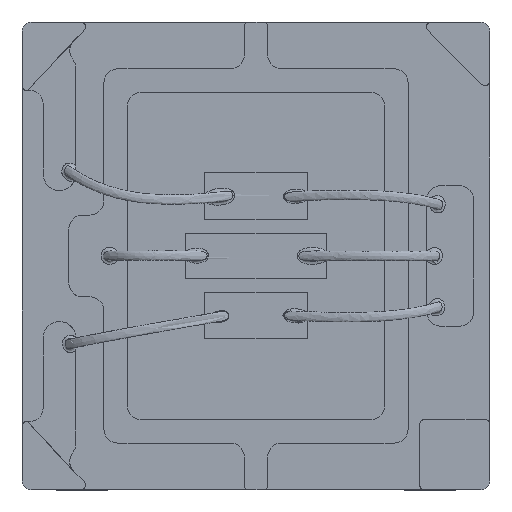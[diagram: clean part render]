
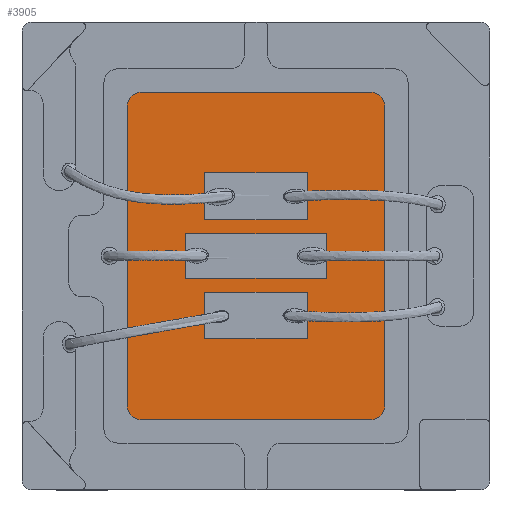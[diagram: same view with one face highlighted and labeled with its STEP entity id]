
A CAD part, top view. The second image highlights one B-rep face of the part: STEP entity #3905.
In plain terms, the highlighted planar face has unit normal (0, 0, 1).
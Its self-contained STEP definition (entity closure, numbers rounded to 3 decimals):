
#34=FACE_BOUND('',#491,.T.);
#35=FACE_BOUND('',#492,.T.);
#36=FACE_BOUND('',#493,.T.);
#126=PLANE('',#4192);
#285=FACE_OUTER_BOUND('',#490,.T.);
#490=EDGE_LOOP('',(#2808,#2809,#2810,#2811,#2812,#2813,#2814,#2815));
#491=EDGE_LOOP('',(#2816,#2817,#2818,#2819));
#492=EDGE_LOOP('',(#2820,#2821,#2822,#2823));
#493=EDGE_LOOP('',(#2824,#2825,#2826,#2827));
#801=LINE('',#5878,#1201);
#802=LINE('',#5882,#1202);
#803=LINE('',#5886,#1203);
#804=LINE('',#5889,#1204);
#805=LINE('',#5892,#1205);
#806=LINE('',#5894,#1206);
#807=LINE('',#5896,#1207);
#808=LINE('',#5897,#1208);
#809=LINE('',#5900,#1209);
#810=LINE('',#5902,#1210);
#811=LINE('',#5904,#1211);
#812=LINE('',#5905,#1212);
#813=LINE('',#5908,#1213);
#814=LINE('',#5910,#1214);
#815=LINE('',#5912,#1215);
#816=LINE('',#5913,#1216);
#1201=VECTOR('',#4776,10.);
#1202=VECTOR('',#4779,10.);
#1203=VECTOR('',#4782,10.);
#1204=VECTOR('',#4785,10.);
#1205=VECTOR('',#4786,10.);
#1206=VECTOR('',#4787,10.);
#1207=VECTOR('',#4788,10.);
#1208=VECTOR('',#4789,10.);
#1209=VECTOR('',#4790,10.);
#1210=VECTOR('',#4791,10.);
#1211=VECTOR('',#4792,10.);
#1212=VECTOR('',#4793,10.);
#1213=VECTOR('',#4794,10.);
#1214=VECTOR('',#4795,10.);
#1215=VECTOR('',#4796,10.);
#1216=VECTOR('',#4797,10.);
#1513=CIRCLE('',#4191,0.03);
#1514=CIRCLE('',#4193,0.03);
#1515=CIRCLE('',#4194,0.03);
#1516=CIRCLE('',#4195,0.03);
#1725=VERTEX_POINT('',#5871);
#1726=VERTEX_POINT('',#5872);
#1727=VERTEX_POINT('',#5877);
#1728=VERTEX_POINT('',#5879);
#1729=VERTEX_POINT('',#5881);
#1730=VERTEX_POINT('',#5883);
#1731=VERTEX_POINT('',#5885);
#1732=VERTEX_POINT('',#5887);
#1733=VERTEX_POINT('',#5890);
#1734=VERTEX_POINT('',#5891);
#1735=VERTEX_POINT('',#5893);
#1736=VERTEX_POINT('',#5895);
#1737=VERTEX_POINT('',#5898);
#1738=VERTEX_POINT('',#5899);
#1739=VERTEX_POINT('',#5901);
#1740=VERTEX_POINT('',#5903);
#1741=VERTEX_POINT('',#5906);
#1742=VERTEX_POINT('',#5907);
#1743=VERTEX_POINT('',#5909);
#1744=VERTEX_POINT('',#5911);
#2146=EDGE_CURVE('',#1725,#1726,#1513,.T.);
#2149=EDGE_CURVE('',#1726,#1727,#801,.T.);
#2150=EDGE_CURVE('',#1727,#1728,#1514,.T.);
#2151=EDGE_CURVE('',#1728,#1729,#802,.T.);
#2152=EDGE_CURVE('',#1729,#1730,#1515,.T.);
#2153=EDGE_CURVE('',#1730,#1731,#803,.T.);
#2154=EDGE_CURVE('',#1731,#1732,#1516,.T.);
#2155=EDGE_CURVE('',#1732,#1725,#804,.T.);
#2156=EDGE_CURVE('',#1733,#1734,#805,.T.);
#2157=EDGE_CURVE('',#1734,#1735,#806,.T.);
#2158=EDGE_CURVE('',#1735,#1736,#807,.T.);
#2159=EDGE_CURVE('',#1736,#1733,#808,.T.);
#2160=EDGE_CURVE('',#1737,#1738,#809,.T.);
#2161=EDGE_CURVE('',#1738,#1739,#810,.T.);
#2162=EDGE_CURVE('',#1739,#1740,#811,.T.);
#2163=EDGE_CURVE('',#1740,#1737,#812,.T.);
#2164=EDGE_CURVE('',#1741,#1742,#813,.T.);
#2165=EDGE_CURVE('',#1742,#1743,#814,.T.);
#2166=EDGE_CURVE('',#1743,#1744,#815,.T.);
#2167=EDGE_CURVE('',#1744,#1741,#816,.T.);
#2808=ORIENTED_EDGE('',*,*,#2146,.T.);
#2809=ORIENTED_EDGE('',*,*,#2149,.T.);
#2810=ORIENTED_EDGE('',*,*,#2150,.T.);
#2811=ORIENTED_EDGE('',*,*,#2151,.T.);
#2812=ORIENTED_EDGE('',*,*,#2152,.T.);
#2813=ORIENTED_EDGE('',*,*,#2153,.T.);
#2814=ORIENTED_EDGE('',*,*,#2154,.T.);
#2815=ORIENTED_EDGE('',*,*,#2155,.T.);
#2816=ORIENTED_EDGE('',*,*,#2156,.T.);
#2817=ORIENTED_EDGE('',*,*,#2157,.T.);
#2818=ORIENTED_EDGE('',*,*,#2158,.T.);
#2819=ORIENTED_EDGE('',*,*,#2159,.T.);
#2820=ORIENTED_EDGE('',*,*,#2160,.T.);
#2821=ORIENTED_EDGE('',*,*,#2161,.T.);
#2822=ORIENTED_EDGE('',*,*,#2162,.T.);
#2823=ORIENTED_EDGE('',*,*,#2163,.T.);
#2824=ORIENTED_EDGE('',*,*,#2164,.T.);
#2825=ORIENTED_EDGE('',*,*,#2165,.T.);
#2826=ORIENTED_EDGE('',*,*,#2166,.T.);
#2827=ORIENTED_EDGE('',*,*,#2167,.T.);
#3905=ADVANCED_FACE('',(#285,#34,#35,#36),#126,.T.);
#4191=AXIS2_PLACEMENT_3D('',#5873,#4770,#4771);
#4192=AXIS2_PLACEMENT_3D('',#5876,#4774,#4775);
#4193=AXIS2_PLACEMENT_3D('',#5880,#4777,#4778);
#4194=AXIS2_PLACEMENT_3D('',#5884,#4780,#4781);
#4195=AXIS2_PLACEMENT_3D('',#5888,#4783,#4784);
#4770=DIRECTION('center_axis',(0.,0.,1.));
#4771=DIRECTION('ref_axis',(-0.707,0.707,0.));
#4774=DIRECTION('center_axis',(0.,0.,1.));
#4775=DIRECTION('ref_axis',(1.,0.,0.));
#4776=DIRECTION('',(0.,-1.,0.));
#4777=DIRECTION('center_axis',(0.,0.,1.));
#4778=DIRECTION('ref_axis',(-0.707,-0.707,0.));
#4779=DIRECTION('',(1.,0.,0.));
#4780=DIRECTION('center_axis',(0.,0.,1.));
#4781=DIRECTION('ref_axis',(0.707,-0.707,0.));
#4782=DIRECTION('',(0.,1.,0.));
#4783=DIRECTION('center_axis',(0.,0.,1.));
#4784=DIRECTION('ref_axis',(0.707,0.707,0.));
#4785=DIRECTION('',(-1.,0.,0.));
#4786=DIRECTION('',(0.,1.,0.));
#4787=DIRECTION('',(1.,0.,0.));
#4788=DIRECTION('',(0.,-1.,0.));
#4789=DIRECTION('',(-1.,0.,0.));
#4790=DIRECTION('',(0.,1.,0.));
#4791=DIRECTION('',(1.,0.,0.));
#4792=DIRECTION('',(0.,-1.,0.));
#4793=DIRECTION('',(-1.,0.,0.));
#4794=DIRECTION('',(0.,1.,0.));
#4795=DIRECTION('',(1.,0.,0.));
#4796=DIRECTION('',(0.,-1.,0.));
#4797=DIRECTION('',(-1.,0.,0.));
#5871=CARTESIAN_POINT('',(-0.245,0.35,0.14));
#5872=CARTESIAN_POINT('',(-0.275,0.32,0.14));
#5873=CARTESIAN_POINT('Origin',(-0.245,0.32,0.14));
#5876=CARTESIAN_POINT('Origin',(0.,0.,0.14));
#5877=CARTESIAN_POINT('',(-0.275,-0.32,0.14));
#5878=CARTESIAN_POINT('',(-0.275,-0.175,0.14));
#5879=CARTESIAN_POINT('',(-0.245,-0.35,0.14));
#5880=CARTESIAN_POINT('Origin',(-0.245,-0.32,0.14));
#5881=CARTESIAN_POINT('',(0.245,-0.35,0.14));
#5882=CARTESIAN_POINT('',(0.138,-0.35,0.14));
#5883=CARTESIAN_POINT('',(0.275,-0.32,0.14));
#5884=CARTESIAN_POINT('Origin',(0.245,-0.32,0.14));
#5885=CARTESIAN_POINT('',(0.275,0.32,0.14));
#5886=CARTESIAN_POINT('',(0.275,0.175,0.14));
#5887=CARTESIAN_POINT('',(0.245,0.35,0.14));
#5888=CARTESIAN_POINT('Origin',(0.245,0.32,0.14));
#5889=CARTESIAN_POINT('',(-0.138,0.35,0.14));
#5890=CARTESIAN_POINT('',(-0.11,-0.178,0.14));
#5891=CARTESIAN_POINT('',(-0.11,-0.078,0.14));
#5892=CARTESIAN_POINT('',(-0.11,-0.039,0.14));
#5893=CARTESIAN_POINT('',(0.11,-0.078,0.14));
#5894=CARTESIAN_POINT('',(0.055,-0.078,0.14));
#5895=CARTESIAN_POINT('',(0.11,-0.178,0.14));
#5896=CARTESIAN_POINT('',(0.11,-0.089,0.14));
#5897=CARTESIAN_POINT('',(-0.055,-0.178,0.14));
#5898=CARTESIAN_POINT('',(-0.11,0.078,0.14));
#5899=CARTESIAN_POINT('',(-0.11,0.178,0.14));
#5900=CARTESIAN_POINT('',(-0.11,0.089,0.14));
#5901=CARTESIAN_POINT('',(0.11,0.178,0.14));
#5902=CARTESIAN_POINT('',(0.055,0.178,0.14));
#5903=CARTESIAN_POINT('',(0.11,0.078,0.14));
#5904=CARTESIAN_POINT('',(0.11,0.039,0.14));
#5905=CARTESIAN_POINT('',(-0.055,0.078,0.14));
#5906=CARTESIAN_POINT('',(-0.15,-0.048,0.14));
#5907=CARTESIAN_POINT('',(-0.15,0.048,0.14));
#5908=CARTESIAN_POINT('',(-0.15,0.024,0.14));
#5909=CARTESIAN_POINT('',(0.15,0.048,0.14));
#5910=CARTESIAN_POINT('',(0.075,0.048,0.14));
#5911=CARTESIAN_POINT('',(0.15,-0.048,0.14));
#5912=CARTESIAN_POINT('',(0.15,-0.024,0.14));
#5913=CARTESIAN_POINT('',(-0.075,-0.048,0.14));
